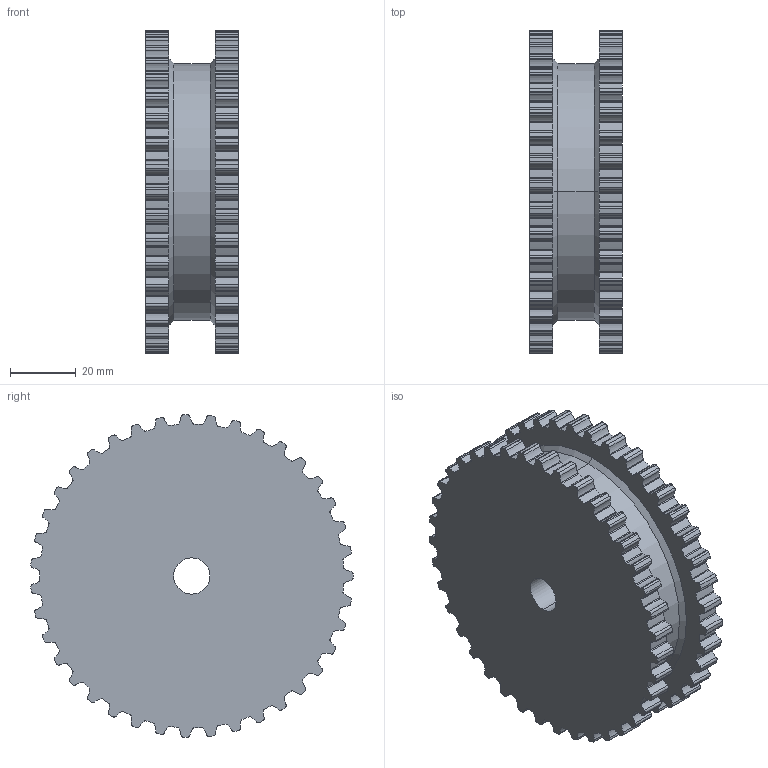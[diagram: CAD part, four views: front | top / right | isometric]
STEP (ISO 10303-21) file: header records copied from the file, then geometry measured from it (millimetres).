
FILE_DESCRIPTION (( 'STEP AP203' ), '1' );
FILE_NAME ('STS-S8M-46 Pulley Wheel .STEP', '2024-11-19T07:04:46', ( '' ), ( '' ), 'SwSTEP 2.0', 'SolidWorks 2024', '' );
FILE_SCHEMA (( 'CONFIG_CONTROL_DESIGN' ));
Length unit declared in the file: millimetre
Products named in the file (1): STS-S8M-46 Pulley Wheel 
Bounding box: 28 x 97.83 x 97.9 mm (x, y, z)
Volume: 159727.1 mm3; surface area: 28902.5 mm2
Topology: 1 solids, 1 shells, 695 faces, 2066 edges, 1376 vertices
Faces by surface type: cylinder 686, plane 5, cone 4
Entity records: 24245 total; most frequent: DIRECTION 4834, CARTESIAN_POINT 4138, ORIENTED_EDGE 4132, AXIS2_PLACEMENT_3D 2072, EDGE_CURVE 2066, VERTEX_POINT 1376, CIRCLE 1376, EDGE_LOOP 700
